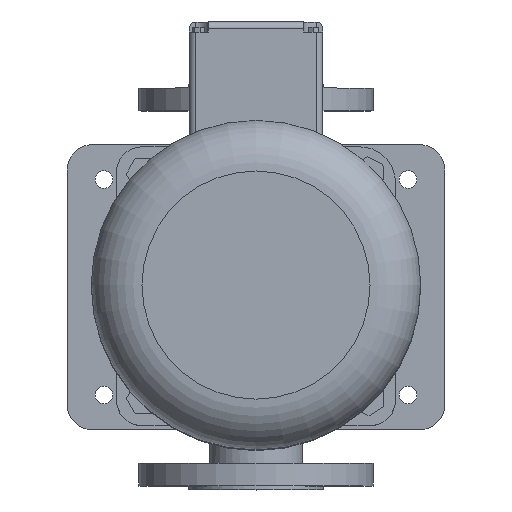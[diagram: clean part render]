
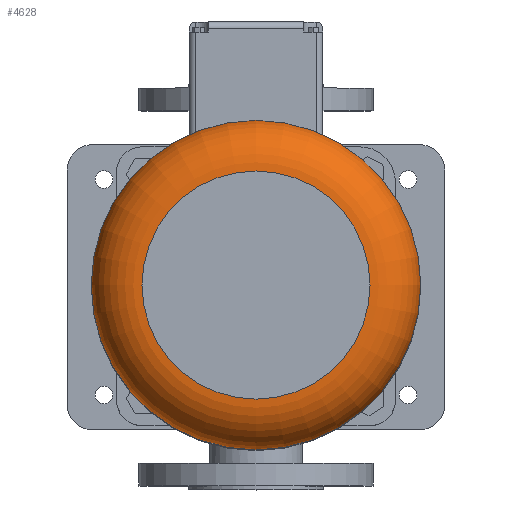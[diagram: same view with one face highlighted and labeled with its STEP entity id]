
A CAD part, top view. The second image highlights one B-rep face of the part: STEP entity #4628.
In plain terms, the highlighted toroidal (fillet/blend) face has major radius 90 mm and minor radius 40 mm.
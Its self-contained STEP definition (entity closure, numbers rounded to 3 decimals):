
#4628=ADVANCED_FACE('',(#8706,#8708),#8710,.T.);
#8706=FACE_OUTER_BOUND('',#8707,.T.);
#8707=EDGE_LOOP('',(#11552));
#8708=FACE_OUTER_BOUND('',#8709,.T.);
#8709=EDGE_LOOP('',(#11553));
#8710=TOROIDAL_SURFACE('',#8711,90.,40.);
#8711=AXIS2_PLACEMENT_3D('',#8712,#8713,#8714);
#8712=CARTESIAN_POINT('',(0.,0.,995.));
#8713=DIRECTION('',(0.,0.,-1.));
#8714=DIRECTION('',(0.,1.,0.));
#11552=ORIENTED_EDGE('',*,*,#12961,.F.);
#11553=ORIENTED_EDGE('',*,*,#13038,.T.);
#12961=EDGE_CURVE('',#15354,#15354,#15355,.T.);
#13038=EDGE_CURVE('',#15464,#15464,#15465,.T.);
#15354=VERTEX_POINT('',#23117);
#15355=CIRCLE('',#23118,130.);
#15464=VERTEX_POINT('',#23547);
#15465=CIRCLE('',#23548,90.);
#23117=CARTESIAN_POINT('',(0.,130.,995.));
#23118=AXIS2_PLACEMENT_3D('',#23119,#23120,#23121);
#23119=CARTESIAN_POINT('',(0.,0.,995.));
#23120=DIRECTION('',(0.,0.,-1.));
#23121=DIRECTION('',(0.,1.,0.));
#23547=CARTESIAN_POINT('',(0.,90.,1035.));
#23548=AXIS2_PLACEMENT_3D('',#23549,#23550,#23551);
#23549=CARTESIAN_POINT('',(0.,0.,1035.));
#23550=DIRECTION('',(0.,0.,-1.));
#23551=DIRECTION('',(0.,1.,0.));
